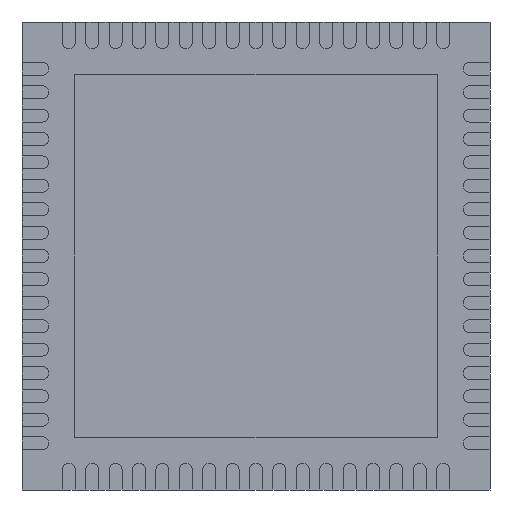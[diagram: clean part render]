
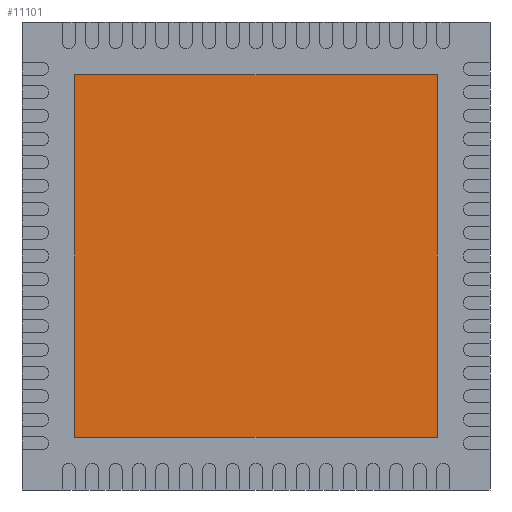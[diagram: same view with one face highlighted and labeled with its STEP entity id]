
A CAD part, front view. The second image highlights one B-rep face of the part: STEP entity #11101.
In plain terms, the highlighted planar face has unit normal (0, -1, 0).
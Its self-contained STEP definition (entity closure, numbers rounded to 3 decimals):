
#10982 = VERTEX_POINT('',#10983);
#10983 = CARTESIAN_POINT('',(3.1,0.,-3.1));
#11000 = VERTEX_POINT('',#11001);
#11001 = CARTESIAN_POINT('',(3.1,0.,3.1));
#11007 = EDGE_CURVE('',#10982,#11000,#11008,.T.);
#11008 = LINE('',#11009,#11010);
#11009 = CARTESIAN_POINT('',(3.1,0.,-3.1));
#11010 = VECTOR('',#11011,1.);
#11011 = DIRECTION('',(0.,0.,1.));
#11031 = VERTEX_POINT('',#11032);
#11032 = CARTESIAN_POINT('',(-3.1,0.,3.1));
#11038 = EDGE_CURVE('',#11000,#11031,#11039,.T.);
#11039 = LINE('',#11040,#11041);
#11040 = CARTESIAN_POINT('',(3.1,0.,3.1));
#11041 = VECTOR('',#11042,1.);
#11042 = DIRECTION('',(-1.,0.,0.));
#11062 = VERTEX_POINT('',#11063);
#11063 = CARTESIAN_POINT('',(-3.1,0.,-3.1));
#11069 = EDGE_CURVE('',#11031,#11062,#11070,.T.);
#11070 = LINE('',#11071,#11072);
#11071 = CARTESIAN_POINT('',(-3.1,0.,3.1));
#11072 = VECTOR('',#11073,1.);
#11073 = DIRECTION('',(0.,0.,-1.));
#11091 = EDGE_CURVE('',#11062,#10982,#11092,.T.);
#11092 = LINE('',#11093,#11094);
#11093 = CARTESIAN_POINT('',(-3.1,0.,-3.1));
#11094 = VECTOR('',#11095,1.);
#11095 = DIRECTION('',(1.,0.,0.));
#11101 = ADVANCED_FACE('',(#11102),#11108,.F.);
#11102 = FACE_BOUND('',#11103,.T.);
#11103 = EDGE_LOOP('',(#11104,#11105,#11106,#11107));
#11104 = ORIENTED_EDGE('',*,*,#11007,.T.);
#11105 = ORIENTED_EDGE('',*,*,#11038,.T.);
#11106 = ORIENTED_EDGE('',*,*,#11069,.T.);
#11107 = ORIENTED_EDGE('',*,*,#11091,.T.);
#11108 = PLANE('',#11109);
#11109 = AXIS2_PLACEMENT_3D('',#11110,#11111,#11112);
#11110 = CARTESIAN_POINT('',(0.,0.,
    0.));
#11111 = DIRECTION('',(0.,1.,0.));
#11112 = DIRECTION('',(0.,0.,1.));
